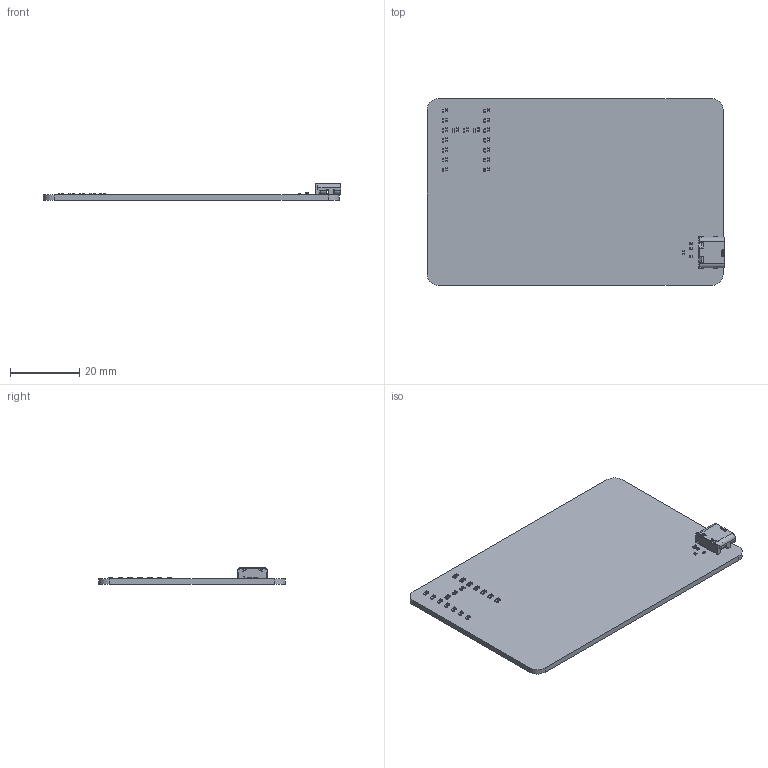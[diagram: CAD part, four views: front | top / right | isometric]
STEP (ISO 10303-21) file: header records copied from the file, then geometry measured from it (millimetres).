
FILE_DESCRIPTION(('KiCad electronic assembly'),'2;1');
FILE_NAME('pcba.step','2024-07-05T20:02:50',('Pcbnew'),('Kicad'), 'Open CASCADE STEP processor 7.7','KiCad to STEP converter','Unknown' );
FILE_SCHEMA(('AUTOMOTIVE_DESIGN { 1 0 10303 214 1 1 1 1 }'));
Length unit declared in the file: millimetre
Products named in the file (12): pcba 1; LED0402_L1.0-W0.5-H0.4; R0402_L1.0-W0.5-H0.5; F0402; C0402_L1.0-W0.5-H0.5; USB-C-SMD_TYPE-C-6PIN-2MD-073; main_PCB
Assembly tree (45 placements, depth 3):
  pcba 1
    LED0402_L1.0-W0.5-H0.4  x17
      LED0402_L1.0-W0.5-H0.4
    R0402_L1.0-W0.5-H0.5  x19
      R0402_L1.0-W0.5-H0.5
    F0402
      F0402
    C0402_L1.0-W0.5-H0.5
      C0402_L1.0-W0.5-H0.5
    USB-C-SMD_TYPE-C-6PIN-2MD-073
      USB-C-SMD_TYPE-C-6PIN-2MD-073
    main_PCB
Bounding box: 86.06 x 53.98 x 4.83 mm (x, y, z)
Volume: 7496.8 mm3; surface area: 10253.2 mm2
Topology: 88 solids, 88 shells, 12384 faces, 33215 edges, 21702 vertices
Faces by surface type: plane 6978, bspline 4128, cylinder 1110, sphere 160, cone 8
Full cylindrical faces by diameter (mm): 0.7 x2
Entity records: 74375 total; most frequent: CARTESIAN_POINT 21493, ORIENTED_EDGE 9890, DIRECTION 6543, EDGE_CURVE 4945, LINE 3283, VECTOR 3283, VERTEX_POINT 3250, FACE_BOUND 1963
